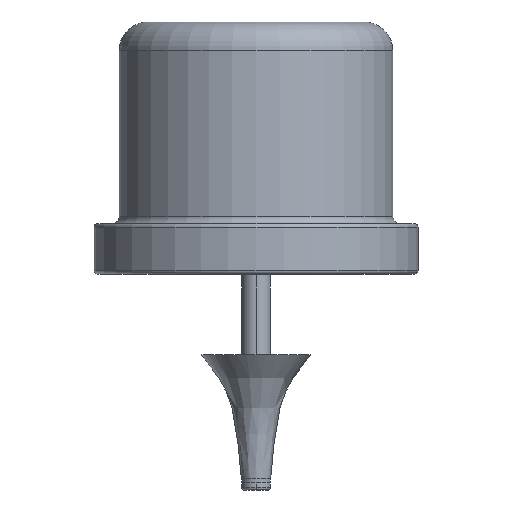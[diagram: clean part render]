
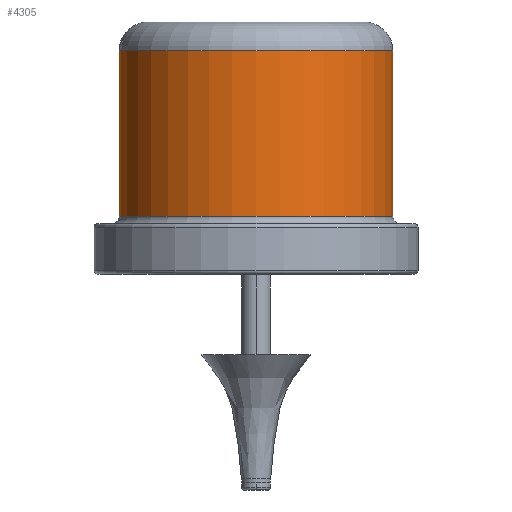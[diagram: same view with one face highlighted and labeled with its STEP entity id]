
A CAD part, left-side view. The second image highlights one B-rep face of the part: STEP entity #4305.
In plain terms, the highlighted cylindrical face has radius 1.9 mm (diameter 3.8 mm), a partial arc.
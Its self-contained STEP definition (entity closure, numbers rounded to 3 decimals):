
#217=DIRECTION('',(0.,0.,1.));
#218=VECTOR('',#217,2.3);
#219=CARTESIAN_POINT('',(-3.25,-1.9,0.8));
#220=LINE('',#219,#218);
#225=CARTESIAN_POINT('',(-3.25,0.,0.8));
#226=DIRECTION('',(0.,0.,1.));
#227=DIRECTION('',(0.,1.,0.));
#228=AXIS2_PLACEMENT_3D('',#225,#226,#227);
#230=DIRECTION('',(0.,0.,1.));
#231=VECTOR('',#230,2.3);
#232=CARTESIAN_POINT('',(-3.25,1.9,0.8));
#233=LINE('',#232,#231);
#234=CARTESIAN_POINT('',(-3.25,0.,3.1));
#235=DIRECTION('',(0.,0.,1.));
#236=DIRECTION('',(0.,1.,0.));
#237=AXIS2_PLACEMENT_3D('',#234,#235,#236);
#2978=CARTESIAN_POINT('',(-3.25,1.9,3.1));
#2979=VERTEX_POINT('',#2978);
#2982=CARTESIAN_POINT('',(-3.25,-1.9,3.1));
#2983=VERTEX_POINT('',#2982);
#2994=CARTESIAN_POINT('',(-3.25,1.9,0.8));
#2995=VERTEX_POINT('',#2994);
#2998=CARTESIAN_POINT('',(-3.25,-1.9,0.8));
#2999=VERTEX_POINT('',#2998);
#4293=CARTESIAN_POINT('',(-3.25,0.,0.7));
#4294=DIRECTION('',(0.,0.,1.));
#4295=DIRECTION('',(1.,0.,0.));
#4296=AXIS2_PLACEMENT_3D('',#4293,#4294,#4295);
#4297=CYLINDRICAL_SURFACE('',#4296,1.9);
#4298=ORIENTED_EDGE('',*,*,#4196,.F.);
#4299=ORIENTED_EDGE('',*,*,#4239,.T.);
#4301=ORIENTED_EDGE('',*,*,#4300,.T.);
#4302=ORIENTED_EDGE('',*,*,#4278,.F.);
#4303=EDGE_LOOP('',(#4298,#4299,#4301,#4302));
#4304=FACE_OUTER_BOUND('',#4303,.F.);
#229=CIRCLE('',#228,1.9);
#238=CIRCLE('',#237,1.9);
#4196=EDGE_CURVE('',#2995,#2999,#229,.T.);
#4239=EDGE_CURVE('',#2995,#2979,#233,.T.);
#4278=EDGE_CURVE('',#2999,#2983,#220,.T.);
#4300=EDGE_CURVE('',#2979,#2983,#238,.T.);
#4305=ADVANCED_FACE('',(#4304),#4297,.T.);
